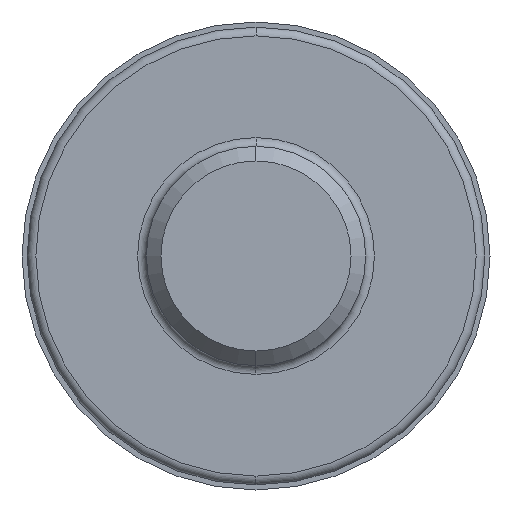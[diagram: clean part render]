
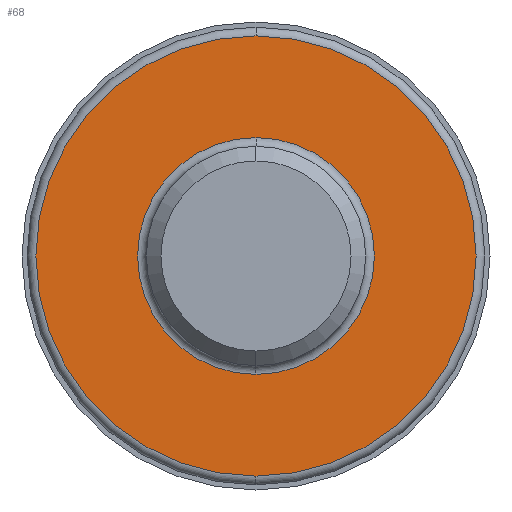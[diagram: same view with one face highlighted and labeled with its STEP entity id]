
A CAD part, left-side view. The second image highlights one B-rep face of the part: STEP entity #68.
In plain terms, the highlighted planar face has unit normal (-1, 0, 0).
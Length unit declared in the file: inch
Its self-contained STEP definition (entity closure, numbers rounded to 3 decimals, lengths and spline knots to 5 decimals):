
#31 = AXIS2_PLACEMENT_3D ( 'NONE', #782, #341, #856 ) ;
#68 = ADVANCED_FACE ( 'NONE', ( #812, #198 ), #315, .F. ) ;
#91 = CIRCLE ( 'NONE', #672, 0.40485 ) ;
#102 = CARTESIAN_POINT ( 'NONE',  ( 2.25, 0., 0.40485 ) ) ;
#120 = AXIS2_PLACEMENT_3D ( 'NONE', #971, #828, #749 ) ;
#121 = ORIENTED_EDGE ( 'NONE', *, *, #254, .T. ) ;
#126 = EDGE_LOOP ( 'NONE', ( #463, #121 ) ) ;
#155 = CARTESIAN_POINT ( 'NONE',  ( 2.25, 0.7525, 0. ) ) ;
#187 = DIRECTION ( 'NONE',  ( 0., 0., 1. ) ) ;
#195 = DIRECTION ( 'NONE',  ( -1., 0., 0. ) ) ;
#198 = FACE_OUTER_BOUND ( 'NONE', #126, .T. ) ;
#215 = CARTESIAN_POINT ( 'NONE',  ( 2.25, 0., 0. ) ) ;
#218 = VERTEX_POINT ( 'NONE', #557 ) ;
#238 = VERTEX_POINT ( 'NONE', #707 ) ;
#254 = EDGE_CURVE ( 'NONE', #238, #218, #606, .T. ) ;
#315 = PLANE ( 'NONE',  #873 ) ;
#341 = DIRECTION ( 'NONE',  ( -1., 0., 0. ) ) ;
#393 = DIRECTION ( 'NONE',  ( -1., 0., 0. ) ) ;
#408 = CARTESIAN_POINT ( 'NONE',  ( 2.25, 0., 0. ) ) ;
#448 = CARTESIAN_POINT ( 'NONE',  ( 2.25, 0., -0.40485 ) ) ;
#463 = ORIENTED_EDGE ( 'NONE', *, *, #945, .T. ) ;
#513 = ORIENTED_EDGE ( 'NONE', *, *, #811, .F. ) ;
#543 = EDGE_LOOP ( 'NONE', ( #513, #965 ) ) ;
#557 = CARTESIAN_POINT ( 'NONE',  ( 2.25, 0., 0.7525 ) ) ;
#606 = CIRCLE ( 'NONE', #31, 0.7525 ) ;
#644 = EDGE_CURVE ( 'NONE', #962, #737, #91, .T. ) ;
#658 = DIRECTION ( 'NONE',  ( 0., 0., -1. ) ) ;
#668 = AXIS2_PLACEMENT_3D ( 'NONE', #215, #393, #950 ) ;
#672 = AXIS2_PLACEMENT_3D ( 'NONE', #408, #195, #187 ) ;
#707 = CARTESIAN_POINT ( 'NONE',  ( 2.25, 0., -0.7525 ) ) ;
#737 = VERTEX_POINT ( 'NONE', #102 ) ;
#749 = DIRECTION ( 'NONE',  ( 0., 0., 1. ) ) ;
#782 = CARTESIAN_POINT ( 'NONE',  ( 2.25, 0., 0. ) ) ;
#811 = EDGE_CURVE ( 'NONE', #737, #962, #936, .T. ) ;
#812 = FACE_BOUND ( 'NONE', #543, .T. ) ;
#828 = DIRECTION ( 'NONE',  ( -1., 0., 0. ) ) ;
#856 = DIRECTION ( 'NONE',  ( 0., 0., 1. ) ) ;
#873 = AXIS2_PLACEMENT_3D ( 'NONE', #155, #898, #658 ) ;
#883 = CIRCLE ( 'NONE', #120, 0.7525 ) ;
#898 = DIRECTION ( 'NONE',  ( 1., 0., 0. ) ) ;
#936 = CIRCLE ( 'NONE', #668, 0.40485 ) ;
#945 = EDGE_CURVE ( 'NONE', #218, #238, #883, .T. ) ;
#950 = DIRECTION ( 'NONE',  ( 0., 0., 1. ) ) ;
#962 = VERTEX_POINT ( 'NONE', #448 ) ;
#965 = ORIENTED_EDGE ( 'NONE', *, *, #644, .F. ) ;
#971 = CARTESIAN_POINT ( 'NONE',  ( 2.25, 0., 0. ) ) ;
